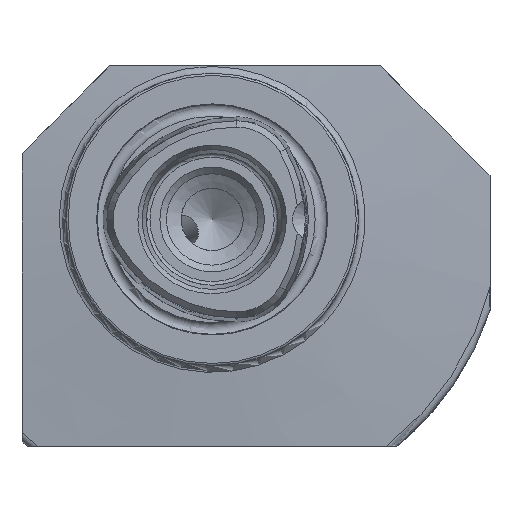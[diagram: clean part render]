
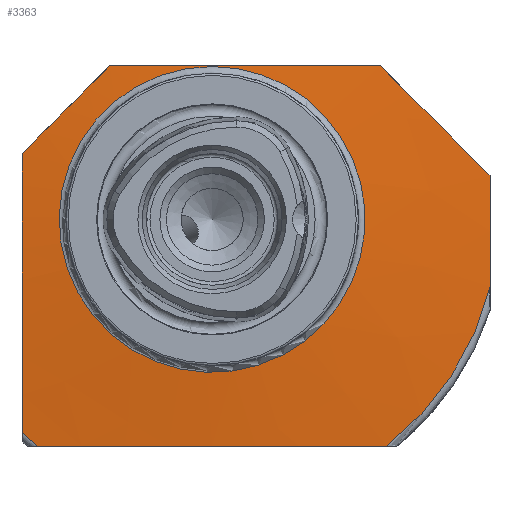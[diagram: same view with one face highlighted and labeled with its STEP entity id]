
A CAD part, left-side view. The second image highlights one B-rep face of the part: STEP entity #3363.
In plain terms, the highlighted conical face has half-angle 85 degrees and reference radius 39.087 mm.
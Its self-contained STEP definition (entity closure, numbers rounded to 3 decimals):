
#122 = CARTESIAN_POINT ( 'NONE',  ( 22.586, 0., 0. ) ) ;
#281 = DIRECTION ( 'NONE',  ( 0., 0., 1. ) ) ;
#310 = EDGE_CURVE ( 'NONE', #5129, #4263, #2230, .T. ) ;
#321 = CARTESIAN_POINT ( 'NONE',  ( 22.586, 0., 0. ) ) ;
#405 = AXIS2_PLACEMENT_3D ( 'NONE', #2459, #2500, #2913 ) ;
#517 = CARTESIAN_POINT ( 'NONE',  ( 21.102, -7.592, 21. ) ) ;
#555 = CARTESIAN_POINT ( 'NONE',  ( 21.215, -10.674, 21. ) ) ;
#557 = ORIENTED_EDGE ( 'NONE', *, *, #1201, .T. ) ;
#613 = B_SPLINE_CURVE_WITH_KNOTS ( 'NONE', 3,
 ( #4545, #5019, #2388, #1897, #1048, #4134, #3210, #4599, #1078, #627 ),
 .UNSPECIFIED., .F., .F.,
 ( 4, 2, 2, 2, 4 ),
 ( 0.105, 0.117, 0.129, 0.141, 0.152 ),
 .UNSPECIFIED. ) ;
#623 = VERTEX_POINT ( 'NONE', #4949 ) ;
#627 = CARTESIAN_POINT ( 'NONE',  ( 22.586, -23.808, -31. ) ) ;
#709 = CARTESIAN_POINT ( 'NONE',  ( 21.466, 24.001, 10.999 ) ) ;
#727 = DIRECTION ( 'NONE',  ( -1., 0., 0. ) ) ;
#966 = CIRCLE ( 'NONE', #5581, 39.087 ) ;
#985 = CARTESIAN_POINT ( 'NONE',  ( 22.532, -38., 6. ) ) ;
#991 = AXIS2_PLACEMENT_3D ( 'NONE', #122, #3578, #3180 ) ;
#1003 = CARTESIAN_POINT ( 'NONE',  ( 20.991, 1.66, 21. ) ) ;
#1048 = CARTESIAN_POINT ( 'NONE',  ( 21.879, 3.96, -31. ) ) ;
#1078 = CARTESIAN_POINT ( 'NONE',  ( 22.375, -19.843, -31. ) ) ;
#1134 = EDGE_CURVE ( 'NONE', #4263, #4384, #4995, .T. ) ;
#1145 = AXIS2_PLACEMENT_3D ( 'NONE', #4259, #727, #281 ) ;
#1175 = CARTESIAN_POINT ( 'NONE',  ( 21.574, 26., 9. ) ) ;
#1201 = EDGE_CURVE ( 'NONE', #623, #3560, #1945, .T. ) ;
#1289 = ORIENTED_EDGE ( 'NONE', *, *, #4734, .T. ) ;
#1307 = CARTESIAN_POINT ( 'NONE',  ( 21.483, 26., 5.814 ) ) ;
#1429 = CARTESIAN_POINT ( 'NONE',  ( 21.891, -23., 21. ) ) ;
#1576 = CARTESIAN_POINT ( 'NONE',  ( 21.389, 22.001, 12.999 ) ) ;
#1612 = CARTESIAN_POINT ( 'NONE',  ( 21.326, 16.001, 18.999 ) ) ;
#1616 = EDGE_LOOP ( 'NONE', ( #4934, #557, #1289, #5263, #3836, #4860, #3148, #1913 ) ) ;
#1644 = DIRECTION ( 'NONE',  ( -1., 0., 0. ) ) ;
#1690 = CARTESIAN_POINT ( 'NONE',  ( 22.586, 26., -29.186 ) ) ;
#1774 = CARTESIAN_POINT ( 'NONE',  ( 22.532, -38., 6. ) ) ;
#1848 = CARTESIAN_POINT ( 'NONE',  ( 21.225, 10.917, 21. ) ) ;
#1851 = CARTESIAN_POINT ( 'NONE',  ( 21.973, -28.003, 15.997 ) ) ;
#1897 = CARTESIAN_POINT ( 'NONE',  ( 21.947, 7.93, -31. ) ) ;
#1913 = ORIENTED_EDGE ( 'NONE', *, *, #3777, .T. ) ;
#1945 = B_SPLINE_CURVE_WITH_KNOTS ( 'NONE', 3,
 ( #985, #2741, #3174, #1851, #5381, #2759 ),
 .UNSPECIFIED., .F., .F.,
 ( 4, 2, 4 ),
 ( 0.018, 0.029, 0.039 ),
 .UNSPECIFIED. ) ;
#1994 = EDGE_CURVE ( 'NONE', #5597, #5597, #4348, .T. ) ;
#2106 = CARTESIAN_POINT ( 'NONE',  ( 22.586, 26., -29.186 ) ) ;
#2182 = CARTESIAN_POINT ( 'NONE',  ( 21.506, 26., -6.921 ) ) ;
#2230 = B_SPLINE_CURVE_WITH_KNOTS ( 'NONE', 3,
 ( #2888, #1612, #4221, #1576, #709, #1175 ),
 .UNSPECIFIED., .F., .F.,
 ( 4, 2, 4 ),
 ( 0., 0.008, 0.017 ),
 .UNSPECIFIED. ) ;
#2300 = CARTESIAN_POINT ( 'NONE',  ( 21.11, 7.83, 21. ) ) ;
#2388 = CARTESIAN_POINT ( 'NONE',  ( 22.196, 15.873, -31. ) ) ;
#2442 = EDGE_CURVE ( 'NONE', #4287, #5123, #613, .T. ) ;
#2459 = CARTESIAN_POINT ( 'NONE',  ( 22.586, 0., 0. ) ) ;
#2500 = DIRECTION ( 'NONE',  ( -1., 0., 0. ) ) ;
#2634 = CARTESIAN_POINT ( 'NONE',  ( 21.708, 26., -13.284 ) ) ;
#2682 = EDGE_CURVE ( 'NONE', #4384, #4287, #966, .T. ) ;
#2741 = CARTESIAN_POINT ( 'NONE',  ( 22.351, -35.502, 8.498 ) ) ;
#2759 = CARTESIAN_POINT ( 'NONE',  ( 21.891, -23., 21. ) ) ;
#2760 = CARTESIAN_POINT ( 'NONE',  ( 21.375, 14., 21. ) ) ;
#2888 = CARTESIAN_POINT ( 'NONE',  ( 21.375, 14., 21. ) ) ;
#2913 = DIRECTION ( 'NONE',  ( 0., 0., 1. ) ) ;
#3113 = CARTESIAN_POINT ( 'NONE',  ( 22.483, -38., -4.102 ) ) ;
#3148 = ORIENTED_EDGE ( 'NONE', *, *, #2442, .T. ) ;
#3152 = CARTESIAN_POINT ( 'NONE',  ( 21.511, -16.838, 21. ) ) ;
#3174 = CARTESIAN_POINT ( 'NONE',  ( 22.196, -33.003, 10.997 ) ) ;
#3179 = EDGE_CURVE ( 'NONE', #3790, #623, #4897, .T. ) ;
#3180 = DIRECTION ( 'NONE',  ( 0., 0., -1. ) ) ;
#3210 = CARTESIAN_POINT ( 'NONE',  ( 21.948, -7.945, -31. ) ) ;
#3363 = ADVANCED_FACE ( 'NONE', ( #3854, #3382 ), #4824, .T. ) ;
#3382 = FACE_BOUND ( 'NONE', #3999, .T. ) ;
#3560 = VERTEX_POINT ( 'NONE', #5471 ) ;
#3578 = DIRECTION ( 'NONE',  ( 1., 0., 0. ) ) ;
#3630 = CIRCLE ( 'NONE', #405, 39.087 ) ;
#3777 = EDGE_CURVE ( 'NONE', #5123, #3790, #3630, .T. ) ;
#3790 = VERTEX_POINT ( 'NONE', #3844 ) ;
#3836 = ORIENTED_EDGE ( 'NONE', *, *, #1134, .T. ) ;
#3844 = CARTESIAN_POINT ( 'NONE',  ( 22.586, -38., -9.155 ) ) ;
#3854 = FACE_OUTER_BOUND ( 'NONE', #1616, .T. ) ;
#3901 = ORIENTED_EDGE ( 'NONE', *, *, #1994, .F. ) ;
#3999 = EDGE_LOOP ( 'NONE', ( #3901 ) ) ;
#4083 = CARTESIAN_POINT ( 'NONE',  ( 21.375, 14., 21. ) ) ;
#4134 = CARTESIAN_POINT ( 'NONE',  ( 21.879, -3.977, -31. ) ) ;
#4140 = CARTESIAN_POINT ( 'NONE',  ( 22.586, -23.808, -31. ) ) ;
#4221 = CARTESIAN_POINT ( 'NONE',  ( 21.319, 18.001, 16.999 ) ) ;
#4241 = CARTESIAN_POINT ( 'NONE',  ( 22.586, 23.808, -31. ) ) ;
#4259 = CARTESIAN_POINT ( 'NONE',  ( 20.996, 0., 0. ) ) ;
#4263 = VERTEX_POINT ( 'NONE', #4662 ) ;
#4287 = VERTEX_POINT ( 'NONE', #4241 ) ;
#4292 = DIRECTION ( 'NONE',  ( 0., 0., 1. ) ) ;
#4293 = B_SPLINE_CURVE_WITH_KNOTS ( 'NONE', 3,
 ( #1429, #4512, #3152, #555, #517, #4938, #1003, #2300, #1848, #4083 ),
 .UNSPECIFIED., .F., .F.,
 ( 4, 2, 2, 2, 4 ),
 ( 0.023, 0.033, 0.042, 0.051, 0.06 ),
 .UNSPECIFIED. ) ;
#4348 = CIRCLE ( 'NONE', #1145, 20.913 ) ;
#4369 = CARTESIAN_POINT ( 'NONE',  ( 21.574, 26., 9. ) ) ;
#4384 = VERTEX_POINT ( 'NONE', #1690 ) ;
#4392 = CARTESIAN_POINT ( 'NONE',  ( 21.436, 26., 2.629 ) ) ;
#4431 = CARTESIAN_POINT ( 'NONE',  ( 22.463, -38., 0.95 ) ) ;
#4512 = CARTESIAN_POINT ( 'NONE',  ( 21.692, -19.92, 21. ) ) ;
#4545 = CARTESIAN_POINT ( 'NONE',  ( 22.586, 23.808, -31. ) ) ;
#4599 = CARTESIAN_POINT ( 'NONE',  ( 22.196, -15.878, -31. ) ) ;
#4629 = CARTESIAN_POINT ( 'NONE',  ( 22.185, 26., -22.826 ) ) ;
#4662 = CARTESIAN_POINT ( 'NONE',  ( 21.574, 26., 9. ) ) ;
#4688 = CARTESIAN_POINT ( 'NONE',  ( 20.996, 0., 20.913 ) ) ;
#4734 = EDGE_CURVE ( 'NONE', #3560, #5129, #4293, .T. ) ;
#4740 = CARTESIAN_POINT ( 'NONE',  ( 22.379, 26., -26.007 ) ) ;
#4762 = CARTESIAN_POINT ( 'NONE',  ( 21.85, 26., -16.465 ) ) ;
#4819 = CARTESIAN_POINT ( 'NONE',  ( 21.448, 26., -3.738 ) ) ;
#4824 = CONICAL_SURFACE ( 'NONE', #991, 39.087, 1.484 ) ;
#4860 = ORIENTED_EDGE ( 'NONE', *, *, #2682, .T. ) ;
#4869 = CARTESIAN_POINT ( 'NONE',  ( 22.586, -38., -9.155 ) ) ;
#4897 = B_SPLINE_CURVE_WITH_KNOTS ( 'NONE', 3,
 ( #4869, #3113, #4431, #1774 ),
 .UNSPECIFIED., .F., .F.,
 ( 4, 4 ),
 ( 0.038, 0.053 ),
 .UNSPECIFIED. ) ;
#4934 = ORIENTED_EDGE ( 'NONE', *, *, #3179, .T. ) ;
#4938 = CARTESIAN_POINT ( 'NONE',  ( 20.989, -1.425, 21. ) ) ;
#4949 = CARTESIAN_POINT ( 'NONE',  ( 22.532, -38., 6. ) ) ;
#4995 = B_SPLINE_CURVE_WITH_KNOTS ( 'NONE', 3,
 ( #4369, #1307, #4392, #4819, #2182, #2634, #4762, #4629, #4740, #2106 ),
 .UNSPECIFIED., .F., .F.,
 ( 4, 2, 2, 2, 4 ),
 ( 0.074, 0.084, 0.093, 0.103, 0.112 ),
 .UNSPECIFIED. ) ;
#5019 = CARTESIAN_POINT ( 'NONE',  ( 22.375, 19.842, -31. ) ) ;
#5123 = VERTEX_POINT ( 'NONE', #4140 ) ;
#5129 = VERTEX_POINT ( 'NONE', #2760 ) ;
#5263 = ORIENTED_EDGE ( 'NONE', *, *, #310, .T. ) ;
#5381 = CARTESIAN_POINT ( 'NONE',  ( 21.905, -25.502, 18.498 ) ) ;
#5471 = CARTESIAN_POINT ( 'NONE',  ( 21.891, -23., 21. ) ) ;
#5581 = AXIS2_PLACEMENT_3D ( 'NONE', #321, #1644, #4292 ) ;
#5597 = VERTEX_POINT ( 'NONE', #4688 ) ;
